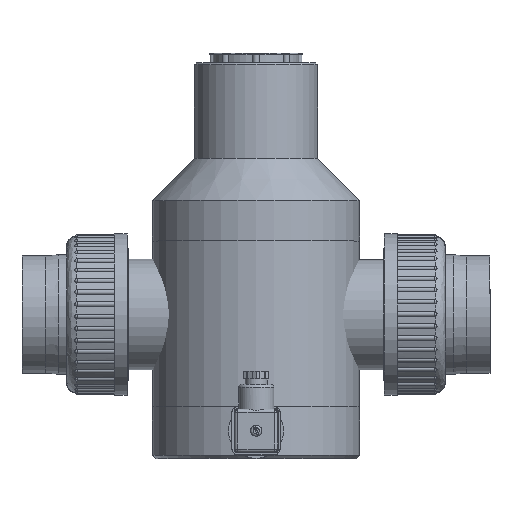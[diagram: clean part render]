
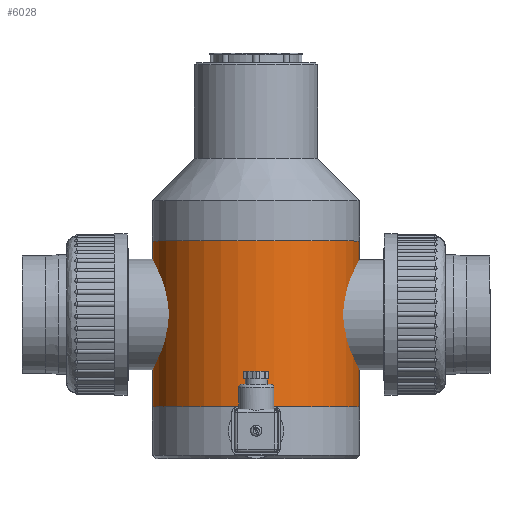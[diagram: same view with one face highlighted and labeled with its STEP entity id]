
A CAD part, top view. The second image highlights one B-rep face of the part: STEP entity #6028.
In plain terms, the highlighted cylindrical face has radius 64 mm (diameter 128 mm), a full revolution.
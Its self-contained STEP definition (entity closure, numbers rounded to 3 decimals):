
#14 = EDGE_CURVE ( 'NONE', #3144, #3144, #11085, .T. ) ;
#620 = DIRECTION ( 'NONE',  ( 0., 1., 0. ) ) ;
#1862 = CYLINDRICAL_SURFACE ( 'NONE', #14186, 64. ) ;
#2299 = EDGE_LOOP ( 'NONE', ( #2722 ) ) ;
#2722 = ORIENTED_EDGE ( 'NONE', *, *, #15611, .T. ) ;
#3144 = VERTEX_POINT ( 'NONE', #9360 ) ;
#3476 = DIRECTION ( 'NONE',  ( 0., 1., 0. ) ) ;
#3490 = EDGE_LOOP ( 'NONE', ( #13357 ) ) ;
#3716 = DIRECTION ( 'NONE',  ( 0., 0., 1. ) ) ;
#3995 = DIRECTION ( 'NONE',  ( 0., 0., 1. ) ) ;
#6028 = ADVANCED_FACE ( 'NONE', ( #20395, #11883 ), #1862, .T. ) ;
#6969 = DIRECTION ( 'NONE',  ( 0., 1., 0. ) ) ;
#7575 = VERTEX_POINT ( 'NONE', #17398 ) ;
#8947 = AXIS2_PLACEMENT_3D ( 'NONE', #13473, #620, #3995 ) ;
#8997 = AXIS2_PLACEMENT_3D ( 'NONE', #18735, #3476, #12076 ) ;
#9360 = CARTESIAN_POINT ( 'NONE',  ( 0., 102.4, 64. ) ) ;
#10342 = CIRCLE ( 'NONE', #8947, 64. ) ;
#10470 = CARTESIAN_POINT ( 'NONE',  ( 0., 102.4, 0. ) ) ;
#11085 = CIRCLE ( 'NONE', #8997, 64. ) ;
#11883 = FACE_OUTER_BOUND ( 'NONE', #2299, .T. ) ;
#12076 = DIRECTION ( 'NONE',  ( 0., 0., 1. ) ) ;
#13357 = ORIENTED_EDGE ( 'NONE', *, *, #14, .F. ) ;
#13473 = CARTESIAN_POINT ( 'NONE',  ( 0., 0., 0. ) ) ;
#14186 = AXIS2_PLACEMENT_3D ( 'NONE', #10470, #6969, #3716 ) ;
#15611 = EDGE_CURVE ( 'NONE', #7575, #7575, #10342, .T. ) ;
#17398 = CARTESIAN_POINT ( 'NONE',  ( 0., 0., 64. ) ) ;
#18735 = CARTESIAN_POINT ( 'NONE',  ( 0., 102.4, 0. ) ) ;
#20395 = FACE_OUTER_BOUND ( 'NONE', #3490, .T. ) ;
